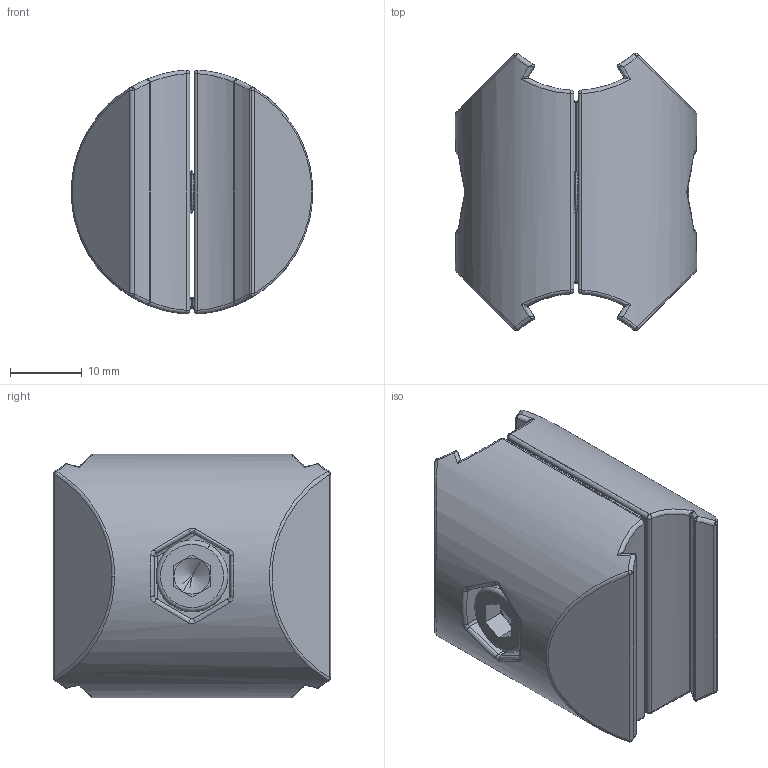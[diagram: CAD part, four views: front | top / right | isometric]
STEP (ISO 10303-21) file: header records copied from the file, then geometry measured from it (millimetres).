
FILE_DESCRIPTION((''),'2;1');
FILE_NAME('14037_ASM','2022-09-19T11:43:41',('PredragRovcanin'),('Audax d.o.o.'),'CREO PARAMETRIC BY PTC INC, 2020281','CREO PARAMETRIC BY PTC INC, 2020281','');
FILE_SCHEMA(('AUTOMOTIVE_DESIGN { 1 0 10303 214 1 1 1 1 }'));
Length unit declared in the file: millimetre
Products named in the file (4): 14037_A; 14037_B; 14037_C; 14037_ASM
Assembly tree (4 placements, depth 2):
  14037_ASM
    14037_A  x2
    14037_B
    14037_C
Bounding box: 33.59 x 38.61 x 33.94 mm (x, y, z)
Volume: 21630.3 mm3; surface area: 13124.3 mm2
Topology: 4 solids, 4 shells, 829 faces, 1899 edges, 999 vertices
Faces by surface type: cylinder 242, torus 160, bspline 134, plane 113, cone 94, sphere 86
Entity records: 26578 total; most frequent: CARTESIAN_POINT 7824, DIRECTION 2432, ORIENTED_EDGE 2238, PRESENTATION_STYLE_ASSIGNMENT 1650, STYLED_ITEM 1127, CURVE_STYLE 1124, EDGE_CURVE 1119, AXIS2_PLACEMENT_3D 1045
